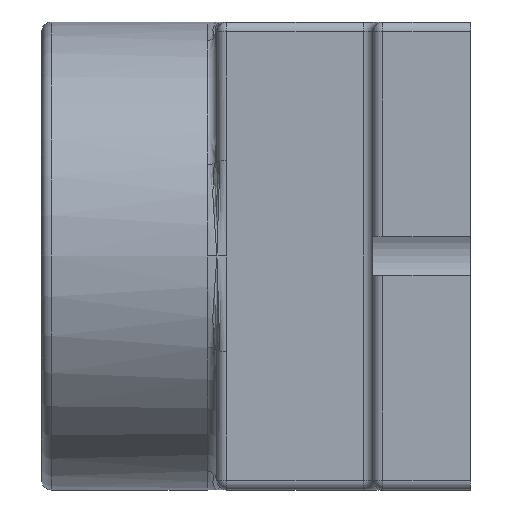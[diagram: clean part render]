
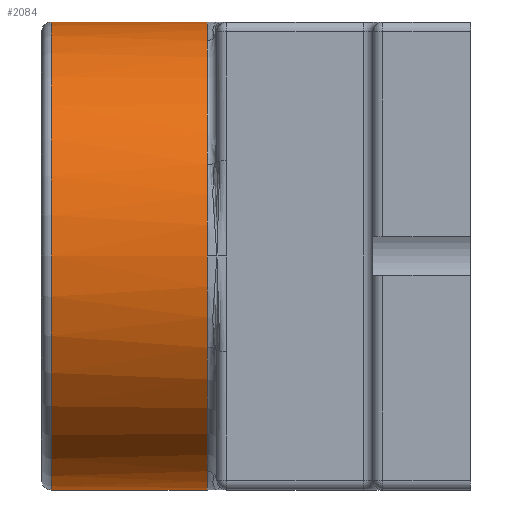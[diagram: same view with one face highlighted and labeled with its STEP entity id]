
A CAD part, left-side view. The second image highlights one B-rep face of the part: STEP entity #2084.
In plain terms, the highlighted cylindrical face has radius 6 mm (diameter 12 mm), a partial arc.
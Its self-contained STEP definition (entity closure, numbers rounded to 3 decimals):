
#79 = DIRECTION ( 'NONE',  ( 0., 0., -1. ) ) ;
#224 = DIRECTION ( 'NONE',  ( 0., -1., 0. ) ) ;
#407 = ORIENTED_EDGE ( 'NONE', *, *, #14945, .T. ) ;
#765 = VERTEX_POINT ( 'NONE', #12756 ) ;
#1008 = CARTESIAN_POINT ( 'NONE',  ( -6.293, 0.25, 5.951 ) ) ;
#1141 = CARTESIAN_POINT ( 'NONE',  ( -11.101, 0.25, -2.161 ) ) ;
#1156 = CARTESIAN_POINT ( 'NONE',  ( -7.08, 0.25, 5.792 ) ) ;
#1309 = CARTESIAN_POINT ( 'NONE',  ( -6.884, 0.25, 5.842 ) ) ;
#1368 = VERTEX_POINT ( 'NONE', #13612 ) ;
#1406 = VERTEX_POINT ( 'NONE', #4507 ) ;
#1529 = LINE ( 'NONE', #13192, #3594 ) ;
#1609 = CARTESIAN_POINT ( 'NONE',  ( -11.292, 0.25, 1.58 ) ) ;
#1638 = CARTESIAN_POINT ( 'NONE',  ( -5.699, 0.25, -6. ) ) ;
#1668 = DIRECTION ( 'NONE',  ( 0., 0., -1. ) ) ;
#1986 = ORIENTED_EDGE ( 'NONE', *, *, #13937, .F. ) ;
#2084 = ADVANCED_FACE ( 'NONE', ( #2366 ), #11596, .T. ) ;
#2214 = CARTESIAN_POINT ( 'NONE',  ( -11.5, 0.25, 0. ) ) ;
#2219 = DIRECTION ( 'NONE',  ( 0., -1., 0. ) ) ;
#2239 = EDGE_CURVE ( 'NONE', #9954, #6280, #11866, .T. ) ;
#2286 = CARTESIAN_POINT ( 'NONE',  ( -11.342, 0.25, -1.384 ) ) ;
#2366 = FACE_OUTER_BOUND ( 'NONE', #9320, .T. ) ;
#2592 = CARTESIAN_POINT ( 'NONE',  ( -11.101, 0.25, 2.161 ) ) ;
#3051 = LINE ( 'NONE', #7400, #13044 ) ;
#3062 = AXIS2_PLACEMENT_3D ( 'NONE', #7973, #2219, #79 ) ;
#3126 = B_SPLINE_CURVE_WITH_KNOTS ( 'NONE', 3,
 ( #2214, #3349, #9389, #9316, #13951, #2286, #4480, #4625, #1141, #10437 ),
 .UNSPECIFIED., .F., .F.,
 ( 4, 2, 2, 2, 4 ),
 ( 0., 0.25, 0.5, 0.75, 1. ),
 .UNSPECIFIED. ) ;
#3281 = CIRCLE ( 'NONE', #11741, 6. ) ;
#3349 = CARTESIAN_POINT ( 'NONE',  ( -11.5, 0.25, -0.199 ) ) ;
#3469 = VERTEX_POINT ( 'NONE', #5753 ) ;
#3594 = VECTOR ( 'NONE', #224, 1000. ) ;
#3711 = DIRECTION ( 'NONE',  ( 0., 1., 0. ) ) ;
#3913 = VERTEX_POINT ( 'NONE', #5074 ) ;
#3916 = CARTESIAN_POINT ( 'NONE',  ( -5.5, 0.25, -6. ) ) ;
#3996 = CARTESIAN_POINT ( 'NONE',  ( -5.5, 4.25, -6. ) ) ;
#4137 = CARTESIAN_POINT ( 'NONE',  ( -5.5, 4.25, 0. ) ) ;
#4192 = CARTESIAN_POINT ( 'NONE',  ( -7.852, 0.25, -5.52 ) ) ;
#4214 = EDGE_CURVE ( 'NONE', #11171, #765, #3281, .T. ) ;
#4407 = CARTESIAN_POINT ( 'NONE',  ( -5.897, 0.25, -5.99 ) ) ;
#4468 = CARTESIAN_POINT ( 'NONE',  ( -11.02, 0.25, 2.352 ) ) ;
#4480 = CARTESIAN_POINT ( 'NONE',  ( -11.292, 0.25, -1.58 ) ) ;
#4507 = CARTESIAN_POINT ( 'NONE',  ( -5.5, 0.25, -6. ) ) ;
#4625 = CARTESIAN_POINT ( 'NONE',  ( -11.172, 0.25, -1.968 ) ) ;
#4638 = CARTESIAN_POINT ( 'NONE',  ( -7.661, 0.25, 5.601 ) ) ;
#5042 = CARTESIAN_POINT ( 'NONE',  ( -6.293, 0.25, -5.951 ) ) ;
#5068 = ORIENTED_EDGE ( 'NONE', *, *, #14652, .F. ) ;
#5074 = CARTESIAN_POINT ( 'NONE',  ( -7.852, 0.25, 5.52 ) ) ;
#5302 = B_SPLINE_CURVE_WITH_KNOTS ( 'NONE', 3,
 ( #7763, #13681, #12382, #1008, #11457, #1309, #1156, #12607, #4638, #11387 ),
 .UNSPECIFIED., .F., .F.,
 ( 4, 2, 2, 2, 4 ),
 ( 0., 0.25, 0.5, 0.75, 1. ),
 .UNSPECIFIED. ) ;
#5753 = CARTESIAN_POINT ( 'NONE',  ( -5.5, 0.25, 6. ) ) ;
#6229 = CARTESIAN_POINT ( 'NONE',  ( -11.451, 0.25, 0.793 ) ) ;
#6280 = VERTEX_POINT ( 'NONE', #10269 ) ;
#7214 = CARTESIAN_POINT ( 'NONE',  ( -11.5, 0.25, 0. ) ) ;
#7292 = B_SPLINE_CURVE_WITH_KNOTS ( 'NONE', 3,
 ( #4192, #12515, #9923, #8797, #14726, #10786, #5042, #4407, #1638, #3916 ),
 .UNSPECIFIED., .F., .F.,
 ( 4, 2, 2, 2, 4 ),
 ( 0., 0.25, 0.5, 0.75, 1. ),
 .UNSPECIFIED. ) ;
#7400 = CARTESIAN_POINT ( 'NONE',  ( -5.5, 4.5, 6. ) ) ;
#7517 = CARTESIAN_POINT ( 'NONE',  ( -11.02, 0.25, 2.352 ) ) ;
#7763 = CARTESIAN_POINT ( 'NONE',  ( -5.5, 0.25, 6. ) ) ;
#7956 = AXIS2_PLACEMENT_3D ( 'NONE', #4137, #9724, #14523 ) ;
#7973 = CARTESIAN_POINT ( 'NONE',  ( -5.5, 4.5, 0. ) ) ;
#8797 = CARTESIAN_POINT ( 'NONE',  ( -7.08, 0.25, -5.792 ) ) ;
#9316 = CARTESIAN_POINT ( 'NONE',  ( -11.451, 0.25, -0.793 ) ) ;
#9320 = EDGE_LOOP ( 'NONE', ( #5068, #14979, #407, #11540, #14157, #9401, #14156, #12689, #1986 ) ) ;
#9389 = CARTESIAN_POINT ( 'NONE',  ( -11.49, 0.25, -0.397 ) ) ;
#9401 = ORIENTED_EDGE ( 'NONE', *, *, #14753, .F. ) ;
#9620 = CARTESIAN_POINT ( 'NONE',  ( -11.172, 0.25, 1.968 ) ) ;
#9695 = AXIS2_PLACEMENT_3D ( 'NONE', #10891, #3711, #1668 ) ;
#9724 = DIRECTION ( 'NONE',  ( 0., -1., 0. ) ) ;
#9921 = CIRCLE ( 'NONE', #9695, 6. ) ;
#9923 = CARTESIAN_POINT ( 'NONE',  ( -7.468, 0.25, -5.672 ) ) ;
#9954 = VERTEX_POINT ( 'NONE', #4468 ) ;
#10110 = EDGE_CURVE ( 'NONE', #9954, #3913, #9921, .T. ) ;
#10269 = CARTESIAN_POINT ( 'NONE',  ( -11.5, 0.25, 0. ) ) ;
#10437 = CARTESIAN_POINT ( 'NONE',  ( -11.02, 0.25, -2.352 ) ) ;
#10485 = DIRECTION ( 'NONE',  ( 0., 1., 0. ) ) ;
#10599 = CARTESIAN_POINT ( 'NONE',  ( -11.421, 0.25, 0.991 ) ) ;
#10786 = CARTESIAN_POINT ( 'NONE',  ( -6.491, 0.25, -5.921 ) ) ;
#10829 = CARTESIAN_POINT ( 'NONE',  ( -11.5, 0.25, 0.199 ) ) ;
#10891 = CARTESIAN_POINT ( 'NONE',  ( -5.5, 0.25, 0. ) ) ;
#11171 = VERTEX_POINT ( 'NONE', #12700 ) ;
#11330 = EDGE_CURVE ( 'NONE', #1368, #12702, #12557, .T. ) ;
#11387 = CARTESIAN_POINT ( 'NONE',  ( -7.852, 0.25, 5.52 ) ) ;
#11457 = CARTESIAN_POINT ( 'NONE',  ( -6.491, 0.25, 5.921 ) ) ;
#11540 = ORIENTED_EDGE ( 'NONE', *, *, #14624, .F. ) ;
#11596 = CYLINDRICAL_SURFACE ( 'NONE', #3062, 6. ) ;
#11716 = CARTESIAN_POINT ( 'NONE',  ( -5.5, 0.25, 0. ) ) ;
#11741 = AXIS2_PLACEMENT_3D ( 'NONE', #11716, #10485, #14003 ) ;
#11866 = B_SPLINE_CURVE_WITH_KNOTS ( 'NONE', 3,
 ( #7517, #2592, #9620, #1609, #13198, #10599, #6229, #11904, #10829, #7214 ),
 .UNSPECIFIED., .F., .F.,
 ( 4, 2, 2, 2, 4 ),
 ( 0., 0.25, 0.5, 0.75, 1. ),
 .UNSPECIFIED. ) ;
#11904 = CARTESIAN_POINT ( 'NONE',  ( -11.49, 0.25, 0.397 ) ) ;
#12010 = DIRECTION ( 'NONE',  ( 0., -1., 0. ) ) ;
#12382 = CARTESIAN_POINT ( 'NONE',  ( -5.897, 0.25, 5.99 ) ) ;
#12515 = CARTESIAN_POINT ( 'NONE',  ( -7.661, 0.25, -5.601 ) ) ;
#12557 = CIRCLE ( 'NONE', #7956, 6. ) ;
#12607 = CARTESIAN_POINT ( 'NONE',  ( -7.468, 0.25, 5.672 ) ) ;
#12689 = ORIENTED_EDGE ( 'NONE', *, *, #10110, .T. ) ;
#12700 = CARTESIAN_POINT ( 'NONE',  ( -7.852, 0.25, -5.52 ) ) ;
#12702 = VERTEX_POINT ( 'NONE', #3996 ) ;
#12756 = CARTESIAN_POINT ( 'NONE',  ( -11.02, 0.25, -2.352 ) ) ;
#13044 = VECTOR ( 'NONE', #12010, 1000. ) ;
#13192 = CARTESIAN_POINT ( 'NONE',  ( -5.5, 4.5, -6. ) ) ;
#13198 = CARTESIAN_POINT ( 'NONE',  ( -11.342, 0.25, 1.384 ) ) ;
#13612 = CARTESIAN_POINT ( 'NONE',  ( -5.5, 4.25, 6. ) ) ;
#13681 = CARTESIAN_POINT ( 'NONE',  ( -5.699, 0.25, 6. ) ) ;
#13937 = EDGE_CURVE ( 'NONE', #3469, #3913, #5302, .T. ) ;
#13951 = CARTESIAN_POINT ( 'NONE',  ( -11.421, 0.25, -0.991 ) ) ;
#14003 = DIRECTION ( 'NONE',  ( 0., 0., -1. ) ) ;
#14156 = ORIENTED_EDGE ( 'NONE', *, *, #2239, .F. ) ;
#14157 = ORIENTED_EDGE ( 'NONE', *, *, #4214, .T. ) ;
#14523 = DIRECTION ( 'NONE',  ( 0., 0., 1. ) ) ;
#14624 = EDGE_CURVE ( 'NONE', #11171, #1406, #7292, .T. ) ;
#14652 = EDGE_CURVE ( 'NONE', #1368, #3469, #3051, .T. ) ;
#14726 = CARTESIAN_POINT ( 'NONE',  ( -6.884, 0.25, -5.842 ) ) ;
#14753 = EDGE_CURVE ( 'NONE', #6280, #765, #3126, .T. ) ;
#14945 = EDGE_CURVE ( 'NONE', #12702, #1406, #1529, .T. ) ;
#14979 = ORIENTED_EDGE ( 'NONE', *, *, #11330, .T. ) ;
